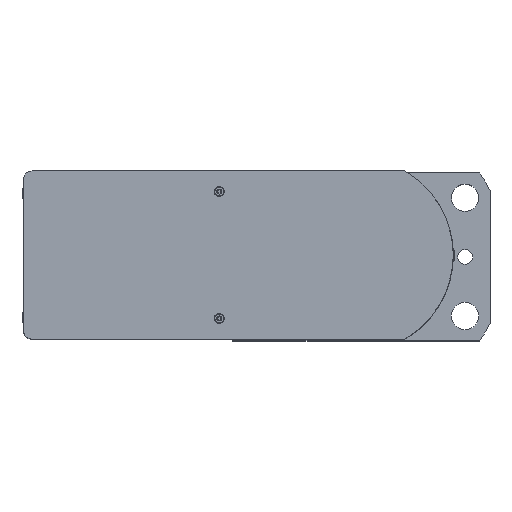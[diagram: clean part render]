
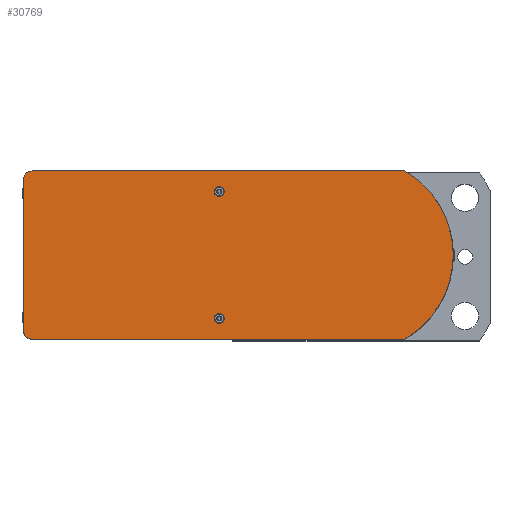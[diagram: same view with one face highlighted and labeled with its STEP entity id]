
A CAD part, top view. The second image highlights one B-rep face of the part: STEP entity #30769.
In plain terms, the highlighted planar face has unit normal (0, 0, 1).
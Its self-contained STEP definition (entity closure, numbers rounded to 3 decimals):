
#807=PLANE('',#32880);
#1462=FACE_BOUND('',#9759,.T.);
#1463=FACE_BOUND('',#9760,.T.);
#2701=LINE('',#53609,#5279);
#2704=LINE('',#53619,#5282);
#2707=LINE('',#53627,#5285);
#5279=VECTOR('',#37547,10.);
#5282=VECTOR('',#37558,10.);
#5285=VECTOR('',#37569,10.);
#7925=FACE_OUTER_BOUND('',#9758,.T.);
#9758=EDGE_LOOP('',(#23491,#23492,#23493,#23494,#23495,#23496));
#9759=EDGE_LOOP('',(#23497));
#9760=EDGE_LOOP('',(#23498));
#11500=CIRCLE('',#31949,4.);
#11502=CIRCLE('',#31960,4.);
#11873=CIRCLE('',#32870,78.);
#11874=CIRCLE('',#32873,6.6);
#11877=CIRCLE('',#32878,6.6);
#12642=VERTEX_POINT('',#42602);
#12656=VERTEX_POINT('',#42646);
#13802=VERTEX_POINT('',#53602);
#13803=VERTEX_POINT('',#53604);
#13804=VERTEX_POINT('',#53608);
#13805=VERTEX_POINT('',#53612);
#13807=VERTEX_POINT('',#53618);
#13808=VERTEX_POINT('',#53623);
#15512=EDGE_CURVE('',#12642,#12642,#11500,.T.);
#15533=EDGE_CURVE('',#12656,#12656,#11502,.T.);
#17281=EDGE_CURVE('',#13803,#13802,#11873,.T.);
#17283=EDGE_CURVE('',#13804,#13803,#2701,.T.);
#17285=EDGE_CURVE('',#13805,#13804,#11874,.T.);
#17288=EDGE_CURVE('',#13807,#13805,#2704,.T.);
#17291=EDGE_CURVE('',#13808,#13807,#11877,.T.);
#17293=EDGE_CURVE('',#13802,#13808,#2707,.T.);
#23491=ORIENTED_EDGE('',*,*,#17293,.T.);
#23492=ORIENTED_EDGE('',*,*,#17291,.T.);
#23493=ORIENTED_EDGE('',*,*,#17288,.T.);
#23494=ORIENTED_EDGE('',*,*,#17285,.T.);
#23495=ORIENTED_EDGE('',*,*,#17283,.T.);
#23496=ORIENTED_EDGE('',*,*,#17281,.T.);
#23497=ORIENTED_EDGE('',*,*,#15512,.T.);
#23498=ORIENTED_EDGE('',*,*,#15533,.T.);
#30769=ADVANCED_FACE('',(#7925,#1462,#1463),#807,.T.);
#31949=AXIS2_PLACEMENT_3D('',#42603,#34711,#34712);
#31960=AXIS2_PLACEMENT_3D('',#42647,#34752,#34753);
#32870=AXIS2_PLACEMENT_3D('',#53605,#37542,#37543);
#32873=AXIS2_PLACEMENT_3D('',#53613,#37551,#37552);
#32878=AXIS2_PLACEMENT_3D('',#53624,#37564,#37565);
#32880=AXIS2_PLACEMENT_3D('',#53628,#37570,#37571);
#34711=DIRECTION('center_axis',(0.,0.,
-1.));
#34712=DIRECTION('ref_axis',(-1.,0.,0.));
#34752=DIRECTION('center_axis',(0.,0.,
-1.));
#34753=DIRECTION('ref_axis',(-1.,0.,0.));
#37542=DIRECTION('center_axis',(0.,0.,
1.));
#37543=DIRECTION('ref_axis',(-0.865,-0.501,0.));
#37547=DIRECTION('',(0.,-1.,0.));
#37551=DIRECTION('center_axis',(0.,0.,
1.));
#37552=DIRECTION('ref_axis',(0.,1.,0.));
#37558=DIRECTION('',(-1.,0.,0.));
#37564=DIRECTION('center_axis',(0.,0.,
1.));
#37565=DIRECTION('ref_axis',(1.,0.,0.));
#37569=DIRECTION('',(0.,1.,0.));
#37570=DIRECTION('center_axis',(0.,0.,
1.));
#37571=DIRECTION('ref_axis',(0.,-1.,0.));
#42602=CARTESIAN_POINT('',(-47.,110.,917.));
#42603=CARTESIAN_POINT('Origin',(-51.,110.,917.));
#42646=CARTESIAN_POINT('',(55.,110.,917.));
#42647=CARTESIAN_POINT('Origin',(51.,110.,917.));
#53602=CARTESIAN_POINT('',(67.5,-39.086,917.));
#53604=CARTESIAN_POINT('',(-67.5,-39.086,917.));
#53605=CARTESIAN_POINT('Origin',(0.,0.,
917.));
#53608=CARTESIAN_POINT('',(-67.5,260.4,917.));
#53609=CARTESIAN_POINT('',(-67.5,260.4,917.));
#53612=CARTESIAN_POINT('',(-60.9,267.,917.));
#53613=CARTESIAN_POINT('Origin',(-60.9,260.4,917.));
#53618=CARTESIAN_POINT('',(60.9,267.,917.));
#53619=CARTESIAN_POINT('',(60.9,267.,917.));
#53623=CARTESIAN_POINT('',(67.5,260.4,917.));
#53624=CARTESIAN_POINT('Origin',(60.9,260.4,917.));
#53627=CARTESIAN_POINT('',(67.5,-39.086,917.));
#53628=CARTESIAN_POINT('Origin',(0.,110.654,
917.));
